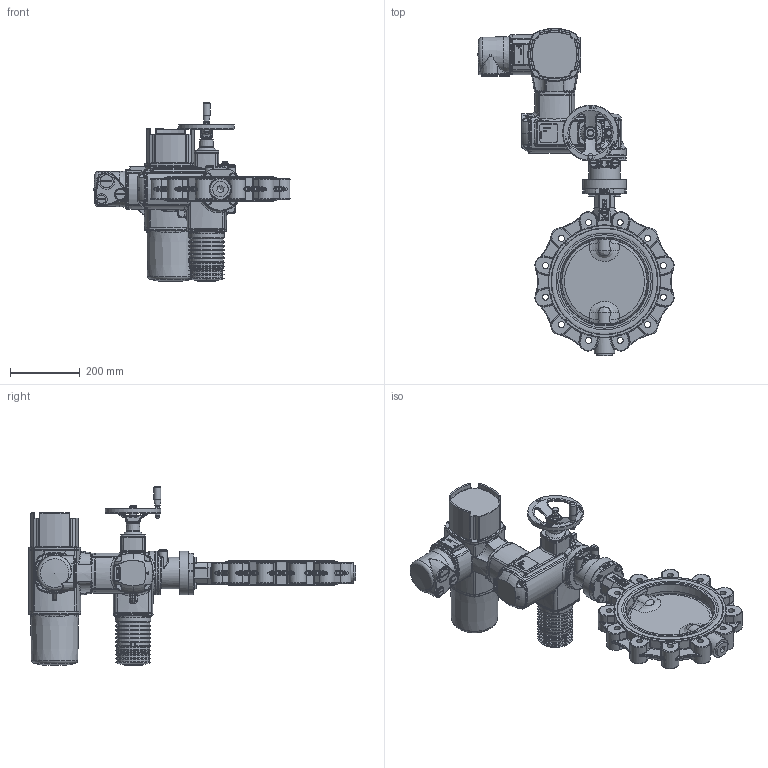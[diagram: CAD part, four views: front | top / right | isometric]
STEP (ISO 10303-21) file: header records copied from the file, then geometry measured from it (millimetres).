
FILE_DESCRIPTION(/* description */ (''),/* implementation_level */ '2;1');
FILE_NAME(/* name */ 'DZ6E-250-0088.stp',/* time_stamp */ '2018-01-12T08:50:01+01:00',/* author */ ('hellwig'),/* organization */ (''),/* preprocessor_version */ 'ST-DEVELOPER v16.5',/* originating_system */ 'Autodesk Inventor 2017',/* authorisation */ '');
FILE_SCHEMA (('AUTOMOTIVE_DESIGN { 1 0 10303 214 3 1 1 }'));
Length unit declared in the file: millimetre
Products named in the file (1): M49014
Bounding box: 562.74 x 938 x 514.2 mm (x, y, z)
Volume: 21007158.3 mm3; surface area: 1281713.1 mm2
Topology: 1 solids, 41 shells, 4880 faces, 11986 edges, 7131 vertices
Faces by surface type: bspline 1594, plane 1233, cylinder 1000, torus 588, cone 299, sphere 166
Full cylindrical faces by diameter (mm): 4 x1, 4.917 x3, 5 x4, 6.6 x4, 6.8 x4, 8 x1, 10 x4, 10.5 x4, 11 x4, 12.5 x1, 14.63 x4, 17.294 x12, 18.5 x1, 19 x1, 20 x8, 24 x2, 25 x2, 25.5 x3, 26 x1, 30 x18, 30.1 x4, 30.2 x2, 34 x1, 34.6 x4, 35 x4, 36.376 x2, 38 x1, 38.3 x1, 42 x1, 44 x3
Entity records: 573353 total; most frequent: CARTESIAN_POINT 466147, ORIENTED_EDGE 22548, DIRECTION 18502, EDGE_CURVE 11269, AXIS2_PLACEMENT_3D 7256, VERTEX_POINT 6951, EDGE_LOOP 5457, STYLED_ITEM 4881
